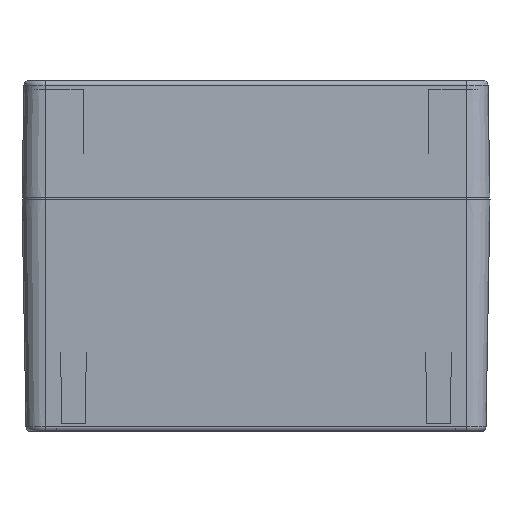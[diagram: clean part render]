
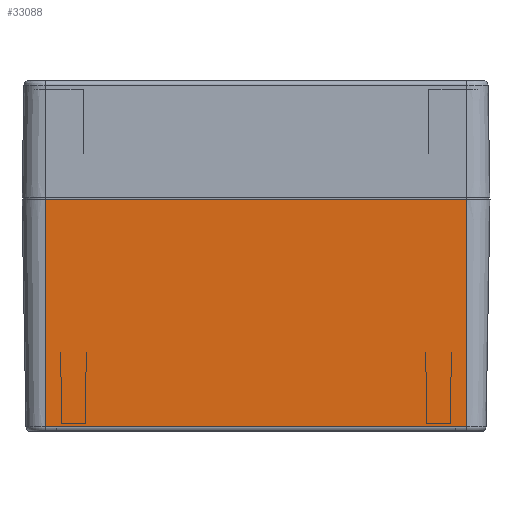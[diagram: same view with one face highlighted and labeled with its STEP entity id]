
A CAD part, front view. The second image highlights one B-rep face of the part: STEP entity #33088.
In plain terms, the highlighted planar face has unit normal (0, -1, -0.018).
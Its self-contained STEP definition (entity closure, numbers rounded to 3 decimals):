
#7727 = CARTESIAN_POINT ( 'NONE',  ( 5107.464, -1568.391, -1.535 ) ) ;
#7729 = CARTESIAN_POINT ( 'NONE',  ( 5107.464, -1570.085, 95.5 ) ) ;
#7753 = CARTESIAN_POINT ( 'NONE',  ( 4927.464, -1570.085, 95.5 ) ) ;
#7754 = CARTESIAN_POINT ( 'NONE',  ( 4927.464, -1568.391, -1.535 ) ) ;
#16539 = VECTOR ( 'NONE', #18108, 1000. ) ;
#18106 = LINE ( 'NONE', #18107, #16539 ) ;
#18107 = CARTESIAN_POINT ( 'NONE',  ( 5107.464, -1570.085, 95.5 ) ) ;
#18108 = DIRECTION ( 'NONE',  ( 0., -0.017, 1. ) ) ;
#22345 = VECTOR ( 'NONE', #24410, 1000. ) ;
#22347 = VECTOR ( 'NONE', #24413, 1000. ) ;
#23850 = VECTOR ( 'NONE', #24606, 1000. ) ;
#23936 = FACE_OUTER_BOUND ( 'NONE', #31801, .T. ) ;
#23942 = AXIS2_PLACEMENT_3D ( 'NONE', #24857, #24858, #24859 ) ;
#24408 = LINE ( 'NONE', #24409, #22345 ) ;
#24409 = CARTESIAN_POINT ( 'NONE',  ( 5017.464, -1570.085, 95.5 ) ) ;
#24410 = DIRECTION ( 'NONE',  ( -1., 0., 0. ) ) ;
#24411 = LINE ( 'NONE', #24412, #22347 ) ;
#24412 = CARTESIAN_POINT ( 'NONE',  ( 4927.464, -1570.085, 95.5 ) ) ;
#24413 = DIRECTION ( 'NONE',  ( 0., 0.017, -1. ) ) ;
#24604 = LINE ( 'NONE', #24605, #23850 ) ;
#24605 = CARTESIAN_POINT ( 'NONE',  ( 5017.464, -1568.391, -1.535 ) ) ;
#24606 = DIRECTION ( 'NONE',  ( -1., 0., 0. ) ) ;
#24856 = PLANE ( 'NONE',  #23942 ) ;
#24857 = CARTESIAN_POINT ( 'NONE',  ( 5017.464, -1570.085, 95.5 ) ) ;
#24858 = DIRECTION ( 'NONE',  ( 0., -1., -0.017 ) ) ;
#24859 = DIRECTION ( 'NONE',  ( 0., 0.017, -1. ) ) ;
#29926 = VERTEX_POINT ( 'NONE', #7727 ) ;
#29928 = VERTEX_POINT ( 'NONE', #7729 ) ;
#29952 = VERTEX_POINT ( 'NONE', #7753 ) ;
#29953 = VERTEX_POINT ( 'NONE', #7754 ) ;
#31801 = EDGE_LOOP ( 'NONE', ( #33377, #33380, #33378, #33379 ) ) ;
#32688 = EDGE_CURVE ( 'NONE', #29926, #29928, #18106, .T. ) ;
#32967 = EDGE_CURVE ( 'NONE', #29928, #29952, #24408, .T. ) ;
#32968 = EDGE_CURVE ( 'NONE', #29952, #29953, #24411, .T. ) ;
#33030 = EDGE_CURVE ( 'NONE', #29926, #29953, #24604, .T. ) ;
#33088 = ADVANCED_FACE ( 'NONE', ( #23936 ), #24856, .T. ) ;
#33377 = ORIENTED_EDGE ( 'NONE', *, *, #33030, .F. ) ;
#33378 = ORIENTED_EDGE ( 'NONE', *, *, #32967, .T. ) ;
#33379 = ORIENTED_EDGE ( 'NONE', *, *, #32968, .T. ) ;
#33380 = ORIENTED_EDGE ( 'NONE', *, *, #32688, .T. ) ;
